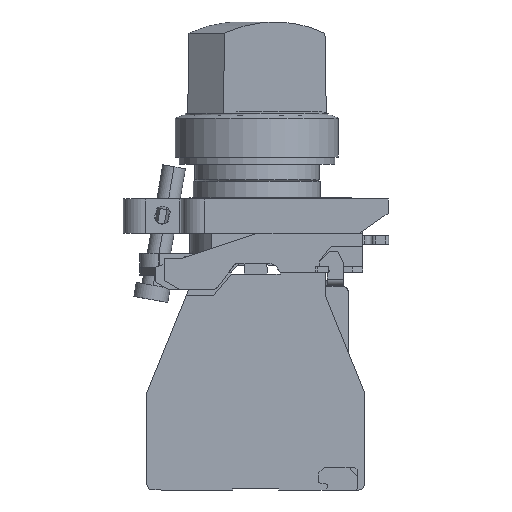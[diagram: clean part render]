
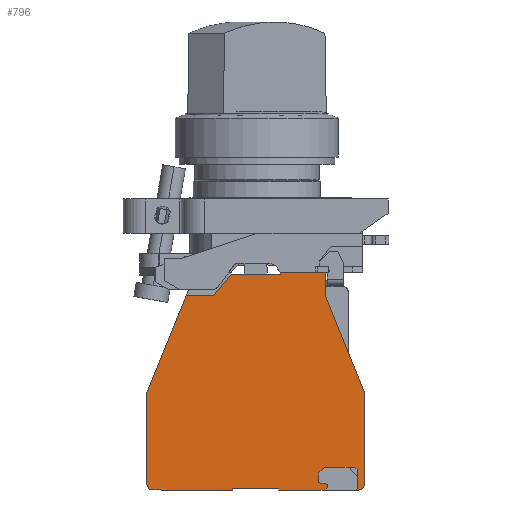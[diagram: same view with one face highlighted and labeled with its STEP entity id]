
A CAD part, left-side view. The second image highlights one B-rep face of the part: STEP entity #796.
In plain terms, the highlighted planar face has unit normal (-1, 0, 0).
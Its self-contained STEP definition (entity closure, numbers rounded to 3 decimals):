
#796=ADVANCED_FACE('',(#2437),#2438,.F.);
#2437=FACE_OUTER_BOUND('',#4379,.T.);
#2438=PLANE('',#4380);
#4379=EDGE_LOOP('',(#10741,#10742,#10743,#10744,#10745,#10746,#10747,#10748,#10749,#10750,#10751,#10752,#10753,#10754,#10755,#10756,#10757,#10758,#10759,#10760,#10761,#10762,#10763,#10764,#10765,#10766,#10767));
#4380=AXIS2_PLACEMENT_3D('',#10768,#10769,#10770);
#10741=ORIENTED_EDGE('',*,*,#14511,.F.);
#10742=ORIENTED_EDGE('',*,*,#14512,.F.);
#10743=ORIENTED_EDGE('',*,*,#14513,.F.);
#10744=ORIENTED_EDGE('',*,*,#14514,.F.);
#10745=ORIENTED_EDGE('',*,*,#14515,.F.);
#10746=ORIENTED_EDGE('',*,*,#14516,.F.);
#10747=ORIENTED_EDGE('',*,*,#14517,.F.);
#10748=ORIENTED_EDGE('',*,*,#14518,.F.);
#10749=ORIENTED_EDGE('',*,*,#14519,.F.);
#10750=ORIENTED_EDGE('',*,*,#14520,.F.);
#10751=ORIENTED_EDGE('',*,*,#14521,.F.);
#10752=ORIENTED_EDGE('',*,*,#14522,.F.);
#10753=ORIENTED_EDGE('',*,*,#14523,.F.);
#10754=ORIENTED_EDGE('',*,*,#14524,.F.);
#10755=ORIENTED_EDGE('',*,*,#14525,.F.);
#10756=ORIENTED_EDGE('',*,*,#14526,.F.);
#10757=ORIENTED_EDGE('',*,*,#14527,.F.);
#10758=ORIENTED_EDGE('',*,*,#14528,.F.);
#10759=ORIENTED_EDGE('',*,*,#14529,.F.);
#10760=ORIENTED_EDGE('',*,*,#14530,.F.);
#10761=ORIENTED_EDGE('',*,*,#14531,.F.);
#10762=ORIENTED_EDGE('',*,*,#14532,.F.);
#10763=ORIENTED_EDGE('',*,*,#14533,.F.);
#10764=ORIENTED_EDGE('',*,*,#14534,.F.);
#10765=ORIENTED_EDGE('',*,*,#14535,.F.);
#10766=ORIENTED_EDGE('',*,*,#14536,.F.);
#10767=ORIENTED_EDGE('',*,*,#14537,.F.);
#10768=CARTESIAN_POINT('',(-9.8,-0.1,38.0));
#10769=DIRECTION('',(1.0,0.0,0.0));
#10770=DIRECTION('',(0.0,0.0,-1.0));
#14511=EDGE_CURVE('',#18321,#18322,#18323,.T.);
#14512=EDGE_CURVE('',#18324,#18321,#18325,.T.);
#14513=EDGE_CURVE('',#18326,#18324,#18327,.T.);
#14514=EDGE_CURVE('',#18328,#18326,#18329,.T.);
#14515=EDGE_CURVE('',#18330,#18328,#18331,.T.);
#14516=EDGE_CURVE('',#18332,#18330,#18333,.T.);
#14517=EDGE_CURVE('',#18334,#18332,#18335,.T.);
#14518=EDGE_CURVE('',#18336,#18334,#18337,.T.);
#14519=EDGE_CURVE('',#18338,#18336,#18339,.T.);
#14520=EDGE_CURVE('',#18340,#18338,#18341,.T.);
#14521=EDGE_CURVE('',#18342,#18340,#18343,.T.);
#14522=EDGE_CURVE('',#18344,#18342,#18345,.T.);
#14523=EDGE_CURVE('',#18346,#18344,#18347,.T.);
#14524=EDGE_CURVE('',#18348,#18346,#18349,.T.);
#14525=EDGE_CURVE('',#18350,#18348,#18351,.T.);
#14526=EDGE_CURVE('',#18352,#18350,#18353,.T.);
#14527=EDGE_CURVE('',#18354,#18352,#18355,.T.);
#14528=EDGE_CURVE('',#18356,#18354,#18357,.T.);
#14529=EDGE_CURVE('',#18358,#18356,#18359,.T.);
#14530=EDGE_CURVE('',#18360,#18358,#18361,.T.);
#14531=EDGE_CURVE('',#18362,#18360,#18363,.T.);
#14532=EDGE_CURVE('',#18364,#18362,#18365,.T.);
#14533=EDGE_CURVE('',#18366,#18364,#18367,.T.);
#14534=EDGE_CURVE('',#18368,#18366,#18369,.T.);
#14535=EDGE_CURVE('',#18370,#18368,#18371,.T.);
#14536=EDGE_CURVE('',#18372,#18370,#18373,.T.);
#14537=EDGE_CURVE('',#18322,#18372,#18374,.T.);
#18321=VERTEX_POINT('',#24159);
#18322=VERTEX_POINT('',#24160);
#18323=CIRCLE('',#24161,1.063);
#18324=VERTEX_POINT('',#24162);
#18325=LINE('',#24163,#24164);
#18326=VERTEX_POINT('',#24165);
#18327=LINE('',#24166,#24167);
#18328=VERTEX_POINT('',#24168);
#18329=LINE('',#24169,#24170);
#18330=VERTEX_POINT('',#24171);
#18331=LINE('',#24172,#24173);
#18332=VERTEX_POINT('',#24174);
#18333=LINE('',#24175,#24176);
#18334=VERTEX_POINT('',#24177);
#18335=LINE('',#24178,#24179);
#18336=VERTEX_POINT('',#24180);
#18337=LINE('',#24181,#24182);
#18338=VERTEX_POINT('',#24183);
#18339=LINE('',#24184,#24185);
#18340=VERTEX_POINT('',#24186);
#18341=LINE('',#24187,#24188);
#18342=VERTEX_POINT('',#24189);
#18343=LINE('',#24190,#24191);
#18344=VERTEX_POINT('',#24192);
#18345=CIRCLE('',#24193,1.033);
#18346=VERTEX_POINT('',#24194);
#18347=LINE('',#24195,#24196);
#18348=VERTEX_POINT('',#24197);
#18349=LINE('',#24198,#24199);
#18350=VERTEX_POINT('',#24200);
#18351=LINE('',#24201,#24202);
#18352=VERTEX_POINT('',#24203);
#18353=LINE('',#24204,#24205);
#18354=VERTEX_POINT('',#24206);
#18355=LINE('',#24207,#24208);
#18356=VERTEX_POINT('',#24209);
#18357=LINE('',#24210,#24211);
#18358=VERTEX_POINT('',#24212);
#18359=LINE('',#24213,#24214);
#18360=VERTEX_POINT('',#24215);
#18361=LINE('',#24216,#24217);
#18362=VERTEX_POINT('',#24218);
#18363=LINE('',#24219,#24220);
#18364=VERTEX_POINT('',#24221);
#18365=LINE('',#24222,#24223);
#18366=VERTEX_POINT('',#24224);
#18367=LINE('',#24225,#24226);
#18368=VERTEX_POINT('',#24227);
#18369=LINE('',#24228,#24229);
#18370=VERTEX_POINT('',#24230);
#18371=LINE('',#24231,#24232);
#18372=VERTEX_POINT('',#24233);
#18373=LINE('',#24234,#24235);
#18374=LINE('',#24236,#24237);
#24159=CARTESIAN_POINT('',(-9.8,-0.1,1.062));
#24160=CARTESIAN_POINT('',(-9.8,0.934,0.0));
#24161=AXIS2_PLACEMENT_3D('',#28284,#28285,#28286);
#24162=CARTESIAN_POINT('',(-9.8,-0.1,16.962));
#24163=CARTESIAN_POINT('',(-9.8,-0.1,16.962));
#24164=VECTOR('',#28287,15.899);
#24165=CARTESIAN_POINT('',(-9.8,6.7,33.792));
#24166=CARTESIAN_POINT('',(-9.8,6.7,33.792));
#24167=VECTOR('',#28288,18.152);
#24168=CARTESIAN_POINT('',(-9.8,6.7,38.0));
#24169=CARTESIAN_POINT('',(-9.8,6.7,38.0));
#24170=VECTOR('',#28289,4.208);
#24171=CARTESIAN_POINT('',(-9.8,14.65,38.0));
#24172=CARTESIAN_POINT('',(-9.8,14.65,38.0));
#24173=VECTOR('',#28290,7.95);
#24174=CARTESIAN_POINT('',(-9.8,14.65,37.7));
#24175=CARTESIAN_POINT('',(-9.8,14.65,37.7));
#24176=VECTOR('',#28291,0.3);
#24177=CARTESIAN_POINT('',(-9.8,23.155,37.7));
#24178=CARTESIAN_POINT('',(-9.8,23.155,37.7));
#24179=VECTOR('',#28292,8.505);
#24180=CARTESIAN_POINT('',(-9.8,26.3,34.0));
#24181=CARTESIAN_POINT('',(-9.8,26.3,34.0));
#24182=VECTOR('',#28293,4.856);
#24183=CARTESIAN_POINT('',(-9.8,31.016,34.0));
#24184=CARTESIAN_POINT('',(-9.8,31.016,34.0));
#24185=VECTOR('',#28294,4.716);
#24186=CARTESIAN_POINT('',(-9.8,37.9,16.962));
#24187=CARTESIAN_POINT('',(-9.8,37.9,16.962));
#24188=VECTOR('',#28295,18.376);
#24189=CARTESIAN_POINT('',(-9.8,37.9,1.062));
#24190=CARTESIAN_POINT('',(-9.8,37.9,1.062));
#24191=VECTOR('',#28296,15.899);
#24192=CARTESIAN_POINT('',(-9.8,36.869,0.03));
#24193=AXIS2_PLACEMENT_3D('',#28297,#28298,#28299);
#24194=CARTESIAN_POINT('',(-9.8,35.32,0.0));
#24195=CARTESIAN_POINT('',(-9.8,35.32,0.0));
#24196=VECTOR('',#28300,1.549);
#24197=CARTESIAN_POINT('',(-9.8,22.9,0.0));
#24198=CARTESIAN_POINT('',(-9.8,22.9,0.0));
#24199=VECTOR('',#28301,12.42);
#24200=CARTESIAN_POINT('',(-9.8,22.9,0.3));
#24201=CARTESIAN_POINT('',(-9.8,22.9,0.3));
#24202=VECTOR('',#28302,0.3);
#24203=CARTESIAN_POINT('',(-9.8,14.9,0.3));
#24204=CARTESIAN_POINT('',(-9.8,14.9,0.3));
#24205=VECTOR('',#28303,8.0);
#24206=CARTESIAN_POINT('',(-9.8,14.9,0.0));
#24207=CARTESIAN_POINT('',(-9.8,14.9,0.0));
#24208=VECTOR('',#28304,0.3);
#24209=CARTESIAN_POINT('',(-9.8,6.8,0.0));
#24210=CARTESIAN_POINT('',(-9.8,6.8,0.0));
#24211=VECTOR('',#28305,8.1);
#24212=CARTESIAN_POINT('',(-9.8,6.4,0.4));
#24213=CARTESIAN_POINT('',(-9.8,6.4,0.4));
#24214=VECTOR('',#28306,0.566);
#24215=CARTESIAN_POINT('',(-9.8,6.4,1.0));
#24216=CARTESIAN_POINT('',(-9.8,6.4,1.0));
#24217=VECTOR('',#28307,0.6);
#24218=CARTESIAN_POINT('',(-9.8,7.9,1.264));
#24219=CARTESIAN_POINT('',(-9.8,7.9,1.264));
#24220=VECTOR('',#28308,1.523);
#24221=CARTESIAN_POINT('',(-9.8,7.9,3.0));
#24222=CARTESIAN_POINT('',(-9.8,7.9,3.0));
#24223=VECTOR('',#28309,1.736);
#24224=CARTESIAN_POINT('',(-9.8,6.9,4.0));
#24225=CARTESIAN_POINT('',(-9.8,6.9,4.0));
#24226=VECTOR('',#28310,1.414);
#24227=CARTESIAN_POINT('',(-9.8,1.7,4.0));
#24228=CARTESIAN_POINT('',(-9.8,1.7,4.0));
#24229=VECTOR('',#28311,5.2);
#24230=CARTESIAN_POINT('',(-9.8,1.2,3.5));
#24231=CARTESIAN_POINT('',(-9.8,1.2,3.5));
#24232=VECTOR('',#28312,0.707);
#24233=CARTESIAN_POINT('',(-9.8,1.2,0.0));
#24234=CARTESIAN_POINT('',(-9.8,1.2,0.0));
#24235=VECTOR('',#28313,3.5);
#24236=CARTESIAN_POINT('',(-9.8,0.934,0.0));
#24237=VECTOR('',#28314,0.266);
#28284=CARTESIAN_POINT('',(-9.8,0.963,1.062));
#28285=DIRECTION('',(1.0,0.0,0.0));
#28286=DIRECTION('',(0.0,-1.0,0.0));
#28287=DIRECTION('',(0.0,0.0,-1.0));
#28288=DIRECTION('',(0.0,-0.375,-0.927));
#28289=DIRECTION('',(0.0,0.0,-1.0));
#28290=DIRECTION('',(0.0,-1.0,0.0));
#28291=DIRECTION('',(0.0,0.,1.0));
#28292=DIRECTION('',(0.0,-1.0,0.0));
#28293=DIRECTION('',(0.0,-0.648,0.762));
#28294=DIRECTION('',(0.0,-1.0,0.0));
#28295=DIRECTION('',(0.0,-0.375,0.927));
#28296=DIRECTION('',(0.0,0.0,1.0));
#28297=CARTESIAN_POINT('',(-9.8,36.867,1.062));
#28298=DIRECTION('',(1.0,0.0,0.0));
#28299=DIRECTION('',(0.0,0.001,-1.));
#28300=DIRECTION('',(0.0,1.,0.019));
#28301=DIRECTION('',(0.0,1.0,0.0));
#28302=DIRECTION('',(0.0,0.0,-1.0));
#28303=DIRECTION('',(0.0,1.0,0.0));
#28304=DIRECTION('',(0.0,0.,1.0));
#28305=DIRECTION('',(0.0,1.0,0.0));
#28306=DIRECTION('',(0.0,0.707,-0.707));
#28307=DIRECTION('',(0.0,0.0,-1.0));
#28308=DIRECTION('',(0.0,-0.985,-0.174));
#28309=DIRECTION('',(0.0,0.0,-1.0));
#28310=DIRECTION('',(0.0,0.707,-0.707));
#28311=DIRECTION('',(0.0,1.0,0.0));
#28312=DIRECTION('',(0.0,0.707,0.707));
#28313=DIRECTION('',(0.0,0.0,1.0));
#28314=DIRECTION('',(0.0,1.0,0.0));
